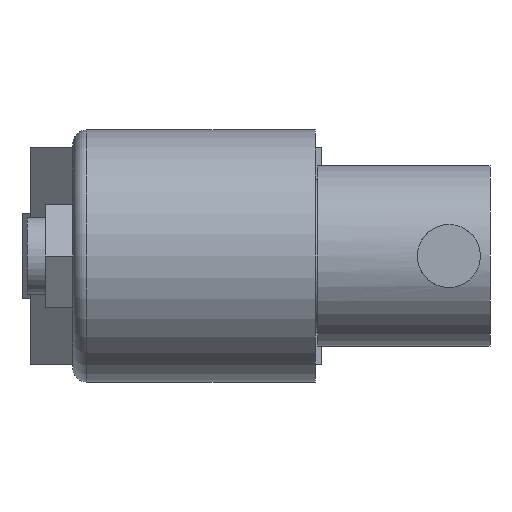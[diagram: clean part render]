
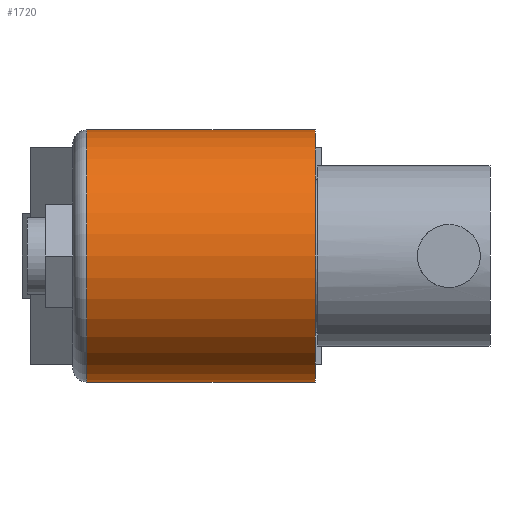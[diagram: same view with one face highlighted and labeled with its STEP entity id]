
A CAD part, left-side view. The second image highlights one B-rep face of the part: STEP entity #1720.
In plain terms, the highlighted cylindrical face has radius 21 mm (diameter 42 mm), a partial arc.
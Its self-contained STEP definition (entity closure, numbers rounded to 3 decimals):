
#13 = DIRECTION ( 'NONE',  ( 0., 0., -1. ) ) ;
#26 = CYLINDRICAL_SURFACE ( 'NONE', #620, 21. ) ;
#63 = DIRECTION ( 'NONE',  ( 0., -1., 0. ) ) ;
#132 = CIRCLE ( 'NONE', #1372, 21. ) ;
#150 = VERTEX_POINT ( 'NONE', #978 ) ;
#213 = CARTESIAN_POINT ( 'NONE',  ( 0., 45.66, -21. ) ) ;
#311 = CARTESIAN_POINT ( 'NONE',  ( 0., 7.56, 21. ) ) ;
#329 = EDGE_CURVE ( 'NONE', #150, #1450, #2240, .T. ) ;
#343 = CARTESIAN_POINT ( 'NONE',  ( 0., 47.96, -21. ) ) ;
#396 = EDGE_CURVE ( 'NONE', #1450, #851, #1874, .T. ) ;
#405 = DIRECTION ( 'NONE',  ( 0., -1., 0. ) ) ;
#620 = AXIS2_PLACEMENT_3D ( 'NONE', #2332, #405, #13 ) ;
#640 = ORIENTED_EDGE ( 'NONE', *, *, #396, .T. ) ;
#687 = EDGE_LOOP ( 'NONE', ( #2072, #1802, #640, #959 ) ) ;
#788 = VECTOR ( 'NONE', #2060, 1000. ) ;
#851 = VERTEX_POINT ( 'NONE', #1600 ) ;
#959 = ORIENTED_EDGE ( 'NONE', *, *, #1207, .T. ) ;
#978 = CARTESIAN_POINT ( 'NONE',  ( 0., 45.66, 21. ) ) ;
#1000 = FACE_OUTER_BOUND ( 'NONE', #687, .T. ) ;
#1052 = CARTESIAN_POINT ( 'NONE',  ( 0., 45.66, 0. ) ) ;
#1098 = DIRECTION ( 'NONE',  ( 0., 0., 1. ) ) ;
#1207 = EDGE_CURVE ( 'NONE', #851, #2499, #132, .T. ) ;
#1312 = DIRECTION ( 'NONE',  ( 0., -1., 0. ) ) ;
#1372 = AXIS2_PLACEMENT_3D ( 'NONE', #1708, #1939, #1913 ) ;
#1450 = VERTEX_POINT ( 'NONE', #213 ) ;
#1515 = CARTESIAN_POINT ( 'NONE',  ( 0., 47.96, 21. ) ) ;
#1600 = CARTESIAN_POINT ( 'NONE',  ( 0., 7.56, -21. ) ) ;
#1708 = CARTESIAN_POINT ( 'NONE',  ( 0., 7.56, 0. ) ) ;
#1720 = ADVANCED_FACE ( 'NONE', ( #1000 ), #26, .T. ) ;
#1781 = AXIS2_PLACEMENT_3D ( 'NONE', #1052, #63, #1098 ) ;
#1802 = ORIENTED_EDGE ( 'NONE', *, *, #329, .T. ) ;
#1860 = EDGE_CURVE ( 'NONE', #150, #2499, #2076, .T. ) ;
#1874 = LINE ( 'NONE', #343, #788 ) ;
#1913 = DIRECTION ( 'NONE',  ( 0., 0., 1. ) ) ;
#1939 = DIRECTION ( 'NONE',  ( 0., 1., 0. ) ) ;
#2060 = DIRECTION ( 'NONE',  ( 0., -1., 0. ) ) ;
#2070 = VECTOR ( 'NONE', #1312, 1000. ) ;
#2072 = ORIENTED_EDGE ( 'NONE', *, *, #1860, .F. ) ;
#2076 = LINE ( 'NONE', #1515, #2070 ) ;
#2240 = CIRCLE ( 'NONE', #1781, 21. ) ;
#2332 = CARTESIAN_POINT ( 'NONE',  ( 0., 47.96, 0. ) ) ;
#2499 = VERTEX_POINT ( 'NONE', #311 ) ;
